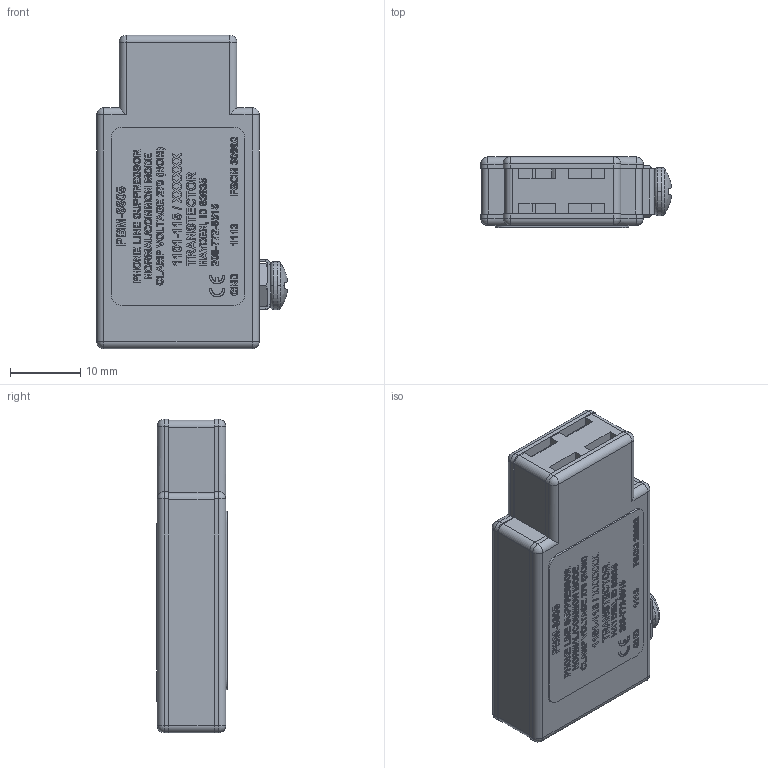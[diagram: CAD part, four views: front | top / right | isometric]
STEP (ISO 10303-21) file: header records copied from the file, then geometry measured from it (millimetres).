
FILE_DESCRIPTION (( 'STEP AP214' ), '1' );
FILE_NAME ('1101-115-E.STEP', '2019-01-22T23:06:51', ( '' ), ( '' ), 'SwSTEP 2.0', 'SolidWorks 2018', '' );
FILE_SCHEMA (( 'AUTOMOTIVE_DESIGN' ));
Length unit declared in the file: inch
Products named in the file (17): 2102-006; 3800-153; 2001-100; 1101-115-E; 2003-1052; 2100-037; 2100-037_2100-037; 2001-095; 2102-006_2102-006; 2003-1113
Assembly tree (10 placements, depth 2):
  3800-153
  2001-100
  1101-115-E
    2001-095
    3800-153
    2100-037_2100-037
    2102-006_2102-006
    2003-1113
    2001-100  x2
    2003-1052
  2001-095
  1101-115-E
    2100-037
    2102-006
Bounding box: 27.12 x 10.09 x 44.6 mm (x, y, z)
Volume: 5371.9 mm3; surface area: 9537.2 mm2
Topology: 8 solids, 8 shells, 2491 faces, 6716 edges, 4424 vertices
Faces by surface type: plane 1572, bspline 708, cylinder 160, cone 33, sphere 14, torus 4
Entity records: 140074 total; most frequent: CARTESIAN_POINT 58099, ORIENTED_EDGE 13078, DIRECTION 8619, EDGE_CURVE 6539, VECTOR 4725, LINE 4725, VERTEX_POINT 4322, EDGE_LOOP 2617
